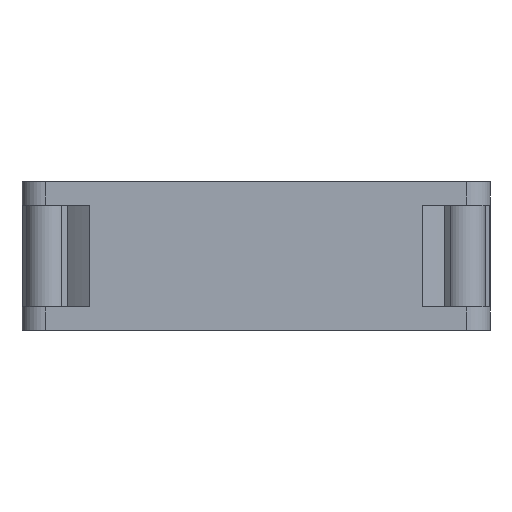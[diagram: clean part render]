
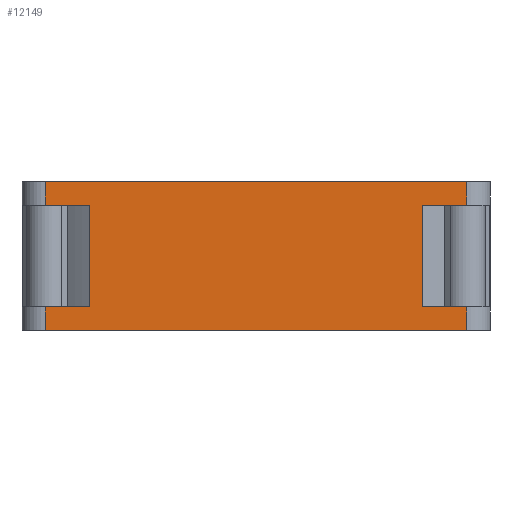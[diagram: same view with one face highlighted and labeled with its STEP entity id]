
A CAD part, left-side view. The second image highlights one B-rep face of the part: STEP entity #12149.
In plain terms, the highlighted planar face has unit normal (-1, 0, 0).
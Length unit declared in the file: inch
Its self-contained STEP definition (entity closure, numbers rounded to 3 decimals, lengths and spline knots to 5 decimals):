
#15 = DIRECTION ( 'NONE',  ( 0., 1., 0. ) ) ;
#160 = VERTEX_POINT ( 'NONE', #7511 ) ;
#532 = EDGE_CURVE ( 'NONE', #5350, #14956, #2847, .T. ) ;
#615 = ORIENTED_EDGE ( 'NONE', *, *, #15535, .T. ) ;
#732 = VERTEX_POINT ( 'NONE', #13306 ) ;
#816 = EDGE_CURVE ( 'NONE', #160, #6459, #14831, .T. ) ;
#1084 = VECTOR ( 'NONE', #7701, 39.37008 ) ;
#1163 = CARTESIAN_POINT ( 'NONE',  ( -4.83665, -1.39649, 0. ) ) ;
#1232 = CARTESIAN_POINT ( 'NONE',  ( -4.83665, 0.02084, 0. ) ) ;
#1269 = CARTESIAN_POINT ( 'NONE',  ( -4.83665, 1.43816, 1. ) ) ;
#1272 = PLANE ( 'NONE',  #12453 ) ;
#1628 = VECTOR ( 'NONE', #13476, 39.37008 ) ;
#1755 = CARTESIAN_POINT ( 'NONE',  ( -4.83665, 1.43816, 0.15748 ) ) ;
#1905 = EDGE_LOOP ( 'NONE', ( #615, #12262, #15064, #11677, #3956, #11471, #8013, #7951, #4477, #10447, #10612, #3764 ) ) ;
#2351 = DIRECTION ( 'NONE',  ( 0., -1., 0. ) ) ;
#2441 = EDGE_CURVE ( 'NONE', #732, #13795, #3803, .T. ) ;
#2590 = CARTESIAN_POINT ( 'NONE',  ( -4.83665, -1.39649, 0.84252 ) ) ;
#2604 = CARTESIAN_POINT ( 'NONE',  ( -4.83665, -1.39649, 0.84252 ) ) ;
#2696 = EDGE_CURVE ( 'NONE', #14934, #13198, #13314, .T. ) ;
#2777 = EDGE_CURVE ( 'NONE', #14956, #14934, #14760, .T. ) ;
#2847 = LINE ( 'NONE', #13740, #6663 ) ;
#3225 = EDGE_CURVE ( 'NONE', #14691, #6323, #10979, .T. ) ;
#3507 = DIRECTION ( 'NONE',  ( -1., 0., 0. ) ) ;
#3568 = EDGE_CURVE ( 'NONE', #6459, #732, #7509, .T. ) ;
#3764 = ORIENTED_EDGE ( 'NONE', *, *, #10600, .F. ) ;
#3803 = LINE ( 'NONE', #2604, #6209 ) ;
#3829 = CARTESIAN_POINT ( 'NONE',  ( -4.83665, 1.14189, 0.15748 ) ) ;
#3851 = DIRECTION ( 'NONE',  ( 0., 0., 1. ) ) ;
#3903 = DIRECTION ( 'NONE',  ( 0., 0., -1. ) ) ;
#3956 = ORIENTED_EDGE ( 'NONE', *, *, #9727, .T. ) ;
#4438 = LINE ( 'NONE', #10609, #13418 ) ;
#4477 = ORIENTED_EDGE ( 'NONE', *, *, #6621, .T. ) ;
#4515 = LINE ( 'NONE', #9407, #13701 ) ;
#4927 = VECTOR ( 'NONE', #13696, 39.37008 ) ;
#5350 = VERTEX_POINT ( 'NONE', #13096 ) ;
#5790 = DIRECTION ( 'NONE',  ( 0., 0., 1. ) ) ;
#6024 = VECTOR ( 'NONE', #15, 39.37008 ) ;
#6140 = CARTESIAN_POINT ( 'NONE',  ( -4.83665, -1.39649, 1. ) ) ;
#6209 = VECTOR ( 'NONE', #11176, 39.37008 ) ;
#6323 = VERTEX_POINT ( 'NONE', #1755 ) ;
#6445 = CARTESIAN_POINT ( 'NONE',  ( -4.83665, 1.43816, 0. ) ) ;
#6459 = VERTEX_POINT ( 'NONE', #12310 ) ;
#6481 = VECTOR ( 'NONE', #3903, 39.37008 ) ;
#6556 = LINE ( 'NONE', #7856, #7642 ) ;
#6621 = EDGE_CURVE ( 'NONE', #13795, #13945, #11345, .T. ) ;
#6663 = VECTOR ( 'NONE', #10137, 39.37008 ) ;
#7430 = DIRECTION ( 'NONE',  ( 0., 0., 1. ) ) ;
#7509 = LINE ( 'NONE', #1269, #6481 ) ;
#7511 = CARTESIAN_POINT ( 'NONE',  ( -4.83665, -1.39649, 1. ) ) ;
#7625 = EDGE_CURVE ( 'NONE', #13945, #6323, #4438, .T. ) ;
#7642 = VECTOR ( 'NONE', #3851, 39.37008 ) ;
#7701 = DIRECTION ( 'NONE',  ( 0., 1., 0. ) ) ;
#7735 = CARTESIAN_POINT ( 'NONE',  ( -4.83665, 1.14189, 1. ) ) ;
#7856 = CARTESIAN_POINT ( 'NONE',  ( -4.83665, -1.39649, 1. ) ) ;
#7951 = ORIENTED_EDGE ( 'NONE', *, *, #2441, .T. ) ;
#8013 = ORIENTED_EDGE ( 'NONE', *, *, #3568, .T. ) ;
#8534 = VECTOR ( 'NONE', #2351, 39.37008 ) ;
#8812 = CARTESIAN_POINT ( 'NONE',  ( -4.83665, 1.43816, 1. ) ) ;
#9407 = CARTESIAN_POINT ( 'NONE',  ( -4.83665, -1.39649, 1. ) ) ;
#9727 = EDGE_CURVE ( 'NONE', #13198, #160, #4515, .T. ) ;
#10137 = DIRECTION ( 'NONE',  ( 0., 1., 0. ) ) ;
#10447 = ORIENTED_EDGE ( 'NONE', *, *, #7625, .T. ) ;
#10600 = EDGE_CURVE ( 'NONE', #11690, #14691, #12519, .T. ) ;
#10609 = CARTESIAN_POINT ( 'NONE',  ( -4.83665, -1.39649, 0.15748 ) ) ;
#10612 = ORIENTED_EDGE ( 'NONE', *, *, #3225, .F. ) ;
#10979 = LINE ( 'NONE', #8812, #4927 ) ;
#11014 = CARTESIAN_POINT ( 'NONE',  ( -4.83665, -1.39649, 0.84252 ) ) ;
#11155 = VECTOR ( 'NONE', #11423, 39.37008 ) ;
#11176 = DIRECTION ( 'NONE',  ( 0., -1., 0. ) ) ;
#11243 = CARTESIAN_POINT ( 'NONE',  ( -4.83665, -1.10021, 1. ) ) ;
#11345 = LINE ( 'NONE', #7735, #11155 ) ;
#11423 = DIRECTION ( 'NONE',  ( 0., 0., -1. ) ) ;
#11471 = ORIENTED_EDGE ( 'NONE', *, *, #816, .T. ) ;
#11677 = ORIENTED_EDGE ( 'NONE', *, *, #2696, .T. ) ;
#11690 = VERTEX_POINT ( 'NONE', #1163 ) ;
#12081 = FACE_OUTER_BOUND ( 'NONE', #1905, .T. ) ;
#12149 = ADVANCED_FACE ( 'NONE', ( #12081 ), #1272, .T. ) ;
#12164 = CARTESIAN_POINT ( 'NONE',  ( -4.83665, 1.14189, 0.84252 ) ) ;
#12262 = ORIENTED_EDGE ( 'NONE', *, *, #532, .T. ) ;
#12310 = CARTESIAN_POINT ( 'NONE',  ( -4.83665, 1.43816, 1. ) ) ;
#12453 = AXIS2_PLACEMENT_3D ( 'NONE', #6140, #3507, #7430 ) ;
#12519 = LINE ( 'NONE', #1232, #6024 ) ;
#12608 = CARTESIAN_POINT ( 'NONE',  ( -4.83665, -1.10021, 0.15748 ) ) ;
#13096 = CARTESIAN_POINT ( 'NONE',  ( -4.83665, -1.39649, 0.15748 ) ) ;
#13198 = VERTEX_POINT ( 'NONE', #11014 ) ;
#13306 = CARTESIAN_POINT ( 'NONE',  ( -4.83665, 1.43816, 0.84252 ) ) ;
#13314 = LINE ( 'NONE', #2590, #8534 ) ;
#13418 = VECTOR ( 'NONE', #14296, 39.37008 ) ;
#13476 = DIRECTION ( 'NONE',  ( 0., 0., 1. ) ) ;
#13624 = CARTESIAN_POINT ( 'NONE',  ( -4.83665, -1.39649, 1. ) ) ;
#13696 = DIRECTION ( 'NONE',  ( 0., 0., 1. ) ) ;
#13701 = VECTOR ( 'NONE', #5790, 39.37008 ) ;
#13740 = CARTESIAN_POINT ( 'NONE',  ( -4.83665, -1.39649, 0.15748 ) ) ;
#13795 = VERTEX_POINT ( 'NONE', #12164 ) ;
#13811 = CARTESIAN_POINT ( 'NONE',  ( -4.83665, -1.10021, 0.84252 ) ) ;
#13945 = VERTEX_POINT ( 'NONE', #3829 ) ;
#14296 = DIRECTION ( 'NONE',  ( 0., 1., 0. ) ) ;
#14691 = VERTEX_POINT ( 'NONE', #6445 ) ;
#14760 = LINE ( 'NONE', #11243, #1628 ) ;
#14831 = LINE ( 'NONE', #13624, #1084 ) ;
#14934 = VERTEX_POINT ( 'NONE', #13811 ) ;
#14956 = VERTEX_POINT ( 'NONE', #12608 ) ;
#15064 = ORIENTED_EDGE ( 'NONE', *, *, #2777, .T. ) ;
#15535 = EDGE_CURVE ( 'NONE', #11690, #5350, #6556, .T. ) ;
